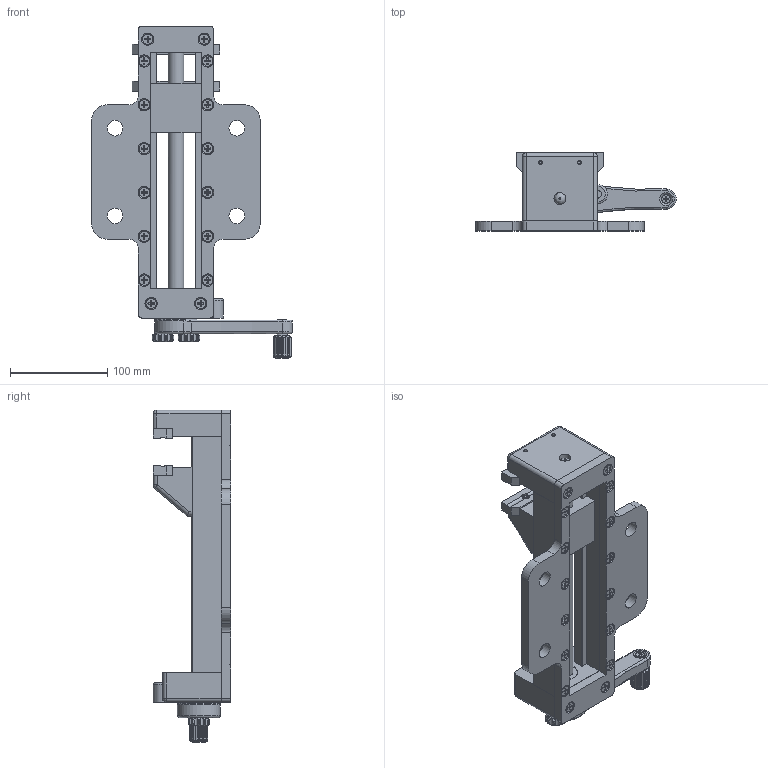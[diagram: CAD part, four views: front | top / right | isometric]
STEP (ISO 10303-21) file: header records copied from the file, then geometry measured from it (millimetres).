
FILE_DESCRIPTION(/* description */ (''),/* implementation_level */ '2;1');
FILE_NAME(/* name */ 'Тиски_ручной_привод.stp',/* time_stamp */ '2020-12-14T14:44:53+03:00',/* author */ ('User'),/* organization */ (''),/* preprocessor_version */ 'ST-DEVELOPER v18.1',/* originating_system */ 'Autodesk Inventor 2021',/* authorisation */ '');
FILE_SCHEMA (('AUTOMOTIVE_DESIGN { 1 0 10303 214 3 1 1 }'));
Length unit declared in the file: millimetre
Products named in the file (28): Тиски_сборка; Основание; Упор 1; Направляющая; Упор 2; Вал; Подшипник; ISO 104 - 1 71 - 12 x 26 x 6; Фланец_1; DIN 916 - M4  x  10; Каретка; Губка; Болтовое соединение; AS 1427 - M6 x 35(5); Болтовое соединение_
1; AS 1427 - M6 x 65(5); Болтовое соединение_
2; Болтовое соединение_
3; AS 1427 - M4 x 25(5); Ручной привод; Ручной привод_
1; Подшипник_1; Bearing F 617/5 GB/T 7218-1995; Ручка ручного 
привода; AS 1427 - M5 x 35(5); Болтовое соединение_
4; AS 1427 - M4 x 25(7); Колпачок
Assembly tree (50 placements, depth 4):
  Тиски_сборка
    Основание
    Упор 1
    Направляющая
    Упор 2
    Вал
    Подшипник  x2
      ISO 104 - 1 71 - 12 x 26 x 6
    Фланец_1
    DIN 916 - M4  x  10  x2
    Каретка
    Губка  x2
    Болтовое соединение
      AS 1427 - M6 x 35(5)  x12
    Болтовое соединение_
1
      AS 1427 - M6 x 65(5)  x4
    Болтовое соединение_
2
      AS 1427 - M4 x 25(5)  x2
    Болтовое соединение_
3
      AS 1427 - M4 x 25(5)  x2
    Ручной привод
      Ручной привод_
1
      Подшипник_1  x2
        Bearing F 617/5 GB/T 7218-1995
      Ручка ручного 
привода
      AS 1427 - M5 x 35(5)
    Болтовое соединение_
4
      AS 1427 - M4 x 25(7)  x2
    Колпачок  x2
Bounding box: 206 x 80 x 341 mm (x, y, z)
Volume: 993852.6 mm3; surface area: 260579.2 mm2
Topology: 95 solids, 95 shells, 1460 faces, 4087 edges, 2753 vertices
Faces by surface type: plane 450, cylinder 376, cone 356, torus 220, sphere 54, bspline 4
Full cylindrical faces by diameter (mm): 3.571 x4, 4 x22, 4.1 x6, 4.509 x1, 5 x4, 5.2 x1, 5.25 x2, 5.387 x16, 5.978 x4, 6 x48, 6.1 x16, 7 x4, 7.022 x4, 8 x10, 8.8 x1, 9.2 x4, 10.5 x16, 12 x5, 12.2 x2, 16 x6, 22 x1, 26 x6, 26.6 x2, 40 x2
Entity records: 27536 total; most frequent: CARTESIAN_POINT 6947, DIRECTION 4265, ORIENTED_EDGE 4018, EDGE_CURVE 2009, AXIS2_PLACEMENT_3D 1793, VERTEX_POINT 1441, CIRCLE 976, EDGE_LOOP 912
